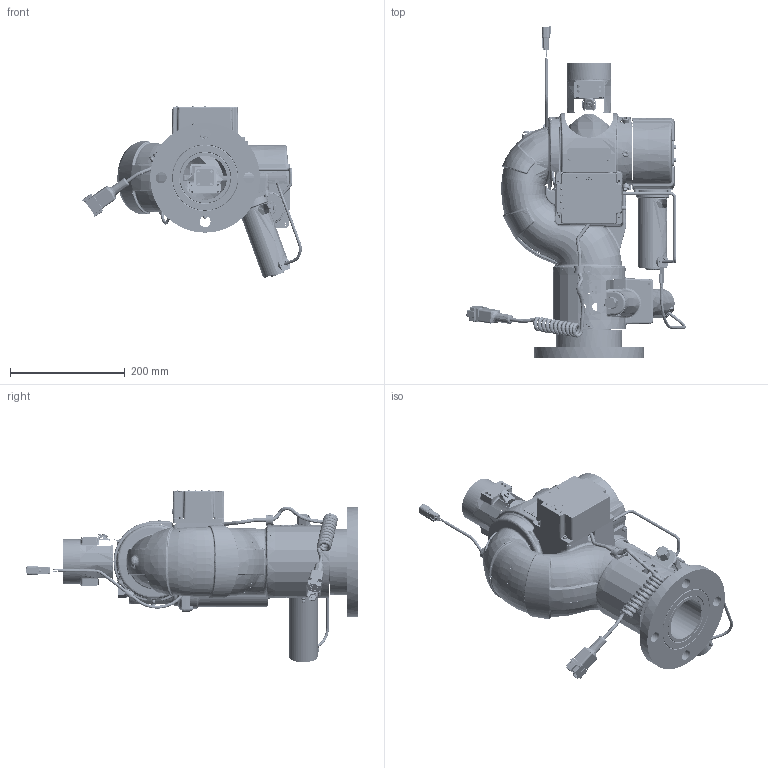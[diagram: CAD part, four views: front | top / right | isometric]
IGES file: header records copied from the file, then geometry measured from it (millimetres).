
Start section: SolidWorks IGES file using analytic representation for surfaces
Global section: file name: 7200HDX2_FO.IGS; native system: SolidWorks 2019; preprocessor: SolidWorks 2019; author: lpeoples; date: 191202.113635; units: inch
Bounding box: 381.51 x 577.27 x 299.71 mm (x, y, z)
Surface area: 600022.9 mm2 (no closed solid volume)
Topology: 0 solids, 0 shells, 1999 faces, 32205 edges, 32131 vertices
Faces by surface type: bspline 1237, revolution 762
